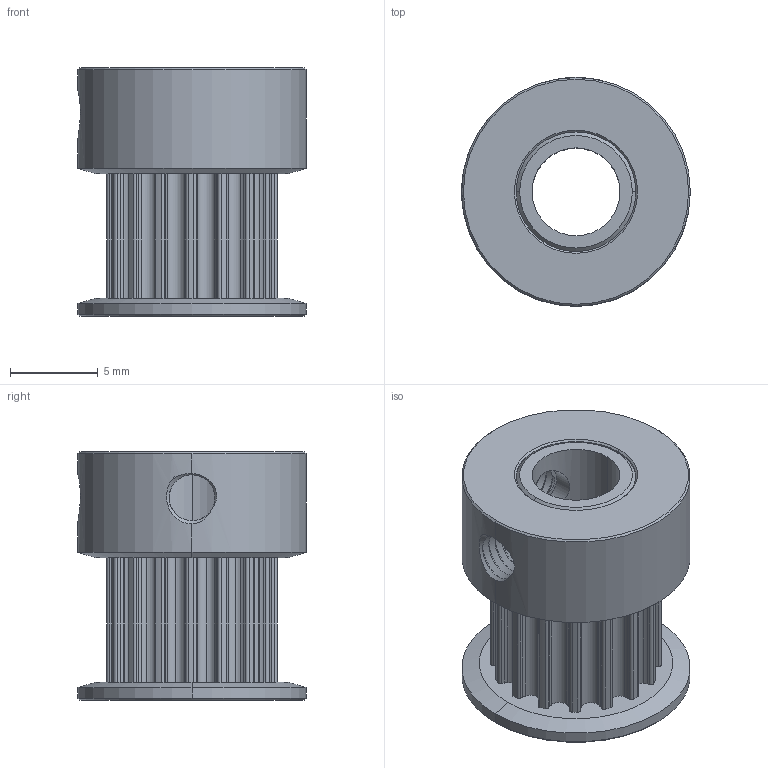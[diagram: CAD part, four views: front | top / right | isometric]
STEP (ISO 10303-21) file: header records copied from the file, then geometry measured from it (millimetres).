
FILE_DESCRIPTION (( 'STEP AP214' ), '1' );
FILE_NAME ('16 teeth pulley GT2 6mm ASSEMBLY.STEP', '2022-09-09T20:41:01', ( 'ZenBook' ), ( '' ), 'SwSTEP 2.0', 'SolidWorks 2017', '' );
FILE_SCHEMA (( 'AUTOMOTIVE_DESIGN' ));
Length unit declared in the file: millimetre
Products named in the file (4): Cheeck thick; Cheeck thin; Pulley 16th GT2; 16 teeth pulley GT2 6mm ASSEMBLY
Assembly tree (3 placements, depth 2):
  16 teeth pulley GT2 6mm ASSEMBLY
    Pulley 16th GT2
    Cheeck thick
    Cheeck thin
Bounding box: 13 x 13 x 14.1 mm (x, y, z)
Volume: 1014.1 mm3; surface area: 1600.5 mm2
Topology: 3 solids, 3 shells, 191 faces, 545 edges, 358 vertices
Faces by surface type: cylinder 127, plane 40, cone 16, bspline 8
Entity records: 10381 total; most frequent: CARTESIAN_POINT 5086, DIRECTION 1145, ORIENTED_EDGE 1090, EDGE_CURVE 545, AXIS2_PLACEMENT_3D 451, VERTEX_POINT 358, CIRCLE 262, LINE 243
